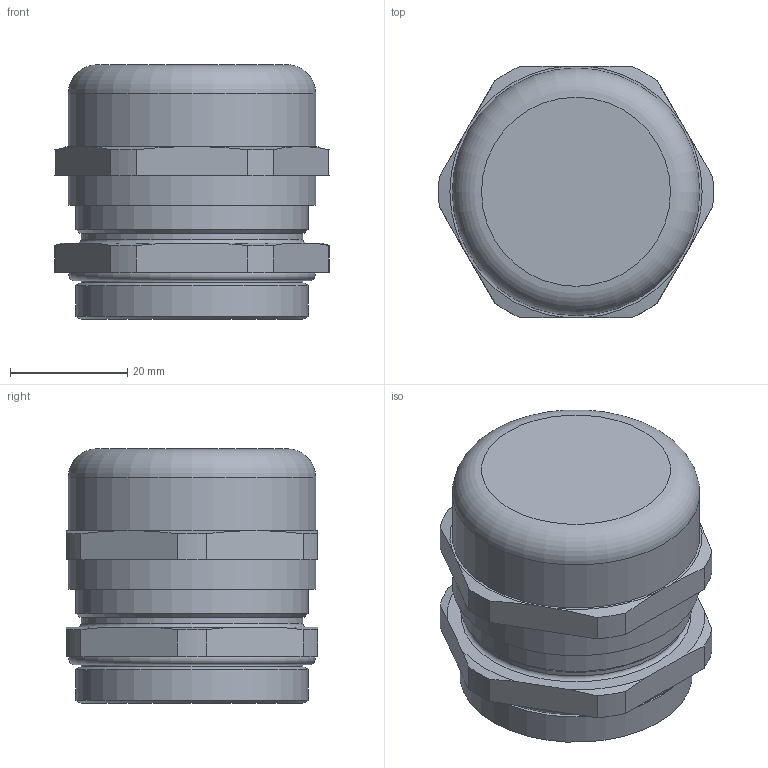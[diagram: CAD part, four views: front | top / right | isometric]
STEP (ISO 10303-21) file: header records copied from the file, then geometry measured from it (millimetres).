
FILE_DESCRIPTION((''),'2;1');
FILE_NAME('BDSM-05.stp','2012-09-26T11:48:27',('mustafa'),(''),'Autodesk Inventor 2013','Autodesk Inventor 2013','');
FILE_SCHEMA(('AUTOMOTIVE_DESIGN { 1 0 10303 214 1 1 1 1 }'));
Length unit declared in the file: inch
Products named in the file (1): M40x1.5 MONTAJ_Shrinkwrap_1
Bounding box: 46.97 x 43 x 43.51 mm (x, y, z)
Volume: 59633.7 mm3; surface area: 9801.5 mm2
Topology: 1 solids, 1 shells, 58 faces, 139 edges, 91 vertices
Faces by surface type: plane 22, cylinder 18, cone 15, torus 3
Full cylindrical faces by diameter (mm): 37.87 x2, 39.73 x2, 42.3 x2
Entity records: 1650 total; most frequent: CARTESIAN_POINT 325, DIRECTION 276, ORIENTED_EDGE 254, EDGE_CURVE 127, AXIS2_PLACEMENT_3D 114, VERTEX_POINT 91, EDGE_LOOP 78, FACE_OUTER_BOUND 58
